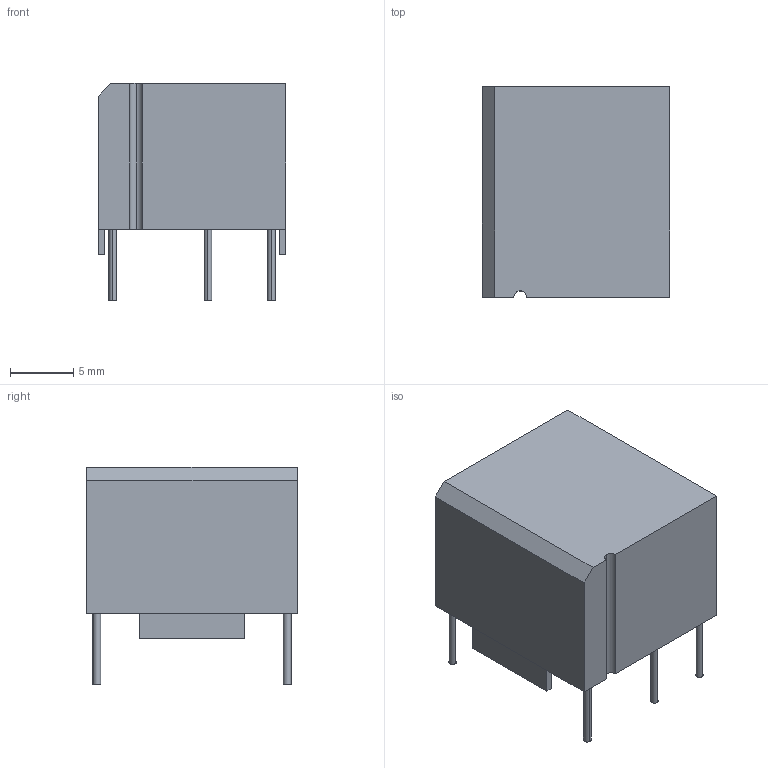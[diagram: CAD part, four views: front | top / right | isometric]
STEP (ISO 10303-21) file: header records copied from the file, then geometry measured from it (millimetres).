
FILE_DESCRIPTION((''),'2;1');
FILE_NAME('XFMR_VAC_T60403-D4097.stp','2009-12-18T11:05:12',(''),(''),'Mechanical Desktop 2006','Mechanical Desktop 2006',', , ');
FILE_SCHEMA(('AUTOMOTIVE_DESIGN { 1 2 10303 214 0 1 1 1 }'));
Length unit declared in the file: millimetre
Products named in the file (1): Product
Bounding box: 14.8 x 16.6 x 17.1 mm (x, y, z)
Volume: 2838.6 mm3; surface area: 1362.3 mm2
Topology: 9 solids, 9 shells, 46 faces, 84 edges, 56 vertices
Faces by surface type: plane 32, cylinder 14
Entity records: 1180 total; most frequent: DIRECTION 206, CARTESIAN_POINT 187, ORIENTED_EDGE 168, EDGE_CURVE 84, AXIS2_PLACEMENT_3D 75, VERTEX_POINT 56, VECTOR 56, LINE 56
